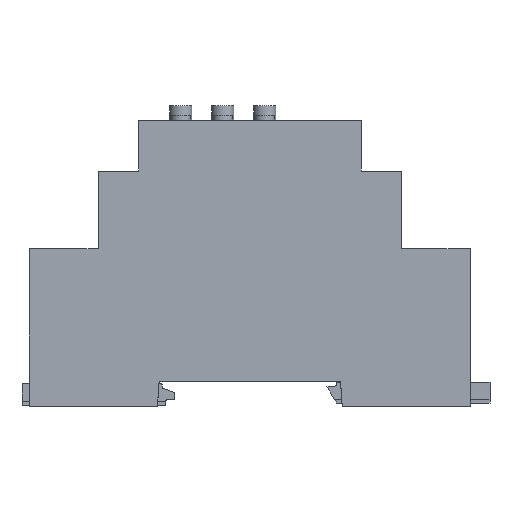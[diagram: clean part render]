
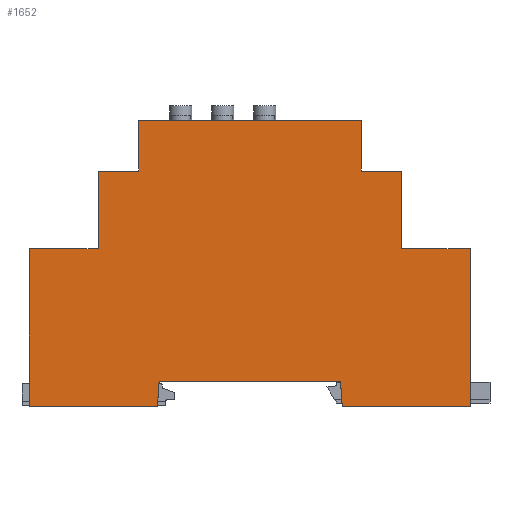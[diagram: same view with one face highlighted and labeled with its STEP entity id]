
A CAD part, left-side view. The second image highlights one B-rep face of the part: STEP entity #1652.
In plain terms, the highlighted planar face has unit normal (-1, 0, 0).
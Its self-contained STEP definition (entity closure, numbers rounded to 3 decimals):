
#1652=ADVANCED_FACE('',(#7454),#7456,.T.);
#7454=FACE_BOUND('',#7455,.T.);
#7455=EDGE_LOOP('',(#12994,#12995,#12996,#12997,#12998,#12999,#13000,#13001,#13002,
#13003,#13004,#13005,#13006,#13007,#13008,#13009));
#7456=PLANE('',#7457);
#7457=AXIS2_PLACEMENT_3D('',#7458,#7459,#7460);
#7458=CARTESIAN_POINT('',(-35.5,0.,0.));
#7459=DIRECTION('',(-1.,0.,0.));
#7460=DIRECTION('',(0.,0.,-1.));
#12994=ORIENTED_EDGE('',*,*,#16805,.T.);
#12995=ORIENTED_EDGE('',*,*,#16806,.T.);
#12996=ORIENTED_EDGE('',*,*,#16807,.T.);
#12997=ORIENTED_EDGE('',*,*,#16808,.T.);
#12998=ORIENTED_EDGE('',*,*,#16809,.T.);
#12999=ORIENTED_EDGE('',*,*,#16810,.T.);
#13000=ORIENTED_EDGE('',*,*,#16811,.T.);
#13001=ORIENTED_EDGE('',*,*,#16812,.T.);
#13002=ORIENTED_EDGE('',*,*,#16813,.T.);
#13003=ORIENTED_EDGE('',*,*,#16814,.T.);
#13004=ORIENTED_EDGE('',*,*,#16815,.T.);
#13005=ORIENTED_EDGE('',*,*,#16638,.T.);
#13006=ORIENTED_EDGE('',*,*,#16804,.T.);
#13007=ORIENTED_EDGE('',*,*,#16816,.T.);
#13008=ORIENTED_EDGE('',*,*,#16817,.T.);
#13009=ORIENTED_EDGE('',*,*,#16818,.T.);
#16638=EDGE_CURVE('',#19223,#19221,#19224,.T.);
#16804=EDGE_CURVE('',#19221,#19549,#19551,.T.);
#16805=EDGE_CURVE('',#19552,#19553,#19554,.T.);
#16806=EDGE_CURVE('',#19553,#19555,#19556,.T.);
#16807=EDGE_CURVE('',#19555,#19557,#19558,.T.);
#16808=EDGE_CURVE('',#19557,#19559,#19560,.T.);
#16809=EDGE_CURVE('',#19559,#19561,#19562,.T.);
#16810=EDGE_CURVE('',#19561,#19563,#19564,.T.);
#16811=EDGE_CURVE('',#19563,#19565,#19566,.T.);
#16812=EDGE_CURVE('',#19565,#19567,#19568,.T.);
#16813=EDGE_CURVE('',#19567,#19569,#19570,.T.);
#16814=EDGE_CURVE('',#19569,#19571,#19572,.T.);
#16815=EDGE_CURVE('',#19571,#19223,#19573,.T.);
#16816=EDGE_CURVE('',#19549,#19574,#19575,.T.);
#16817=EDGE_CURVE('',#19574,#19576,#19577,.T.);
#16818=EDGE_CURVE('',#19576,#19552,#19578,.T.);
#19221=VERTEX_POINT('',#23673);
#19223=VERTEX_POINT('',#23677);
#19224=LINE('',#23678,#23679);
#19549=VERTEX_POINT('',#24365);
#19551=LINE('',#24369,#24370);
#19552=VERTEX_POINT('',#24372);
#19553=VERTEX_POINT('',#24373);
#19554=LINE('',#24374,#24375);
#19555=VERTEX_POINT('',#24377);
#19556=LINE('',#24378,#24379);
#19557=VERTEX_POINT('',#24381);
#19558=LINE('',#24382,#24383);
#19559=VERTEX_POINT('',#24385);
#19560=LINE('',#24386,#24387);
#19561=VERTEX_POINT('',#24389);
#19562=LINE('',#24390,#24391);
#19563=VERTEX_POINT('',#24393);
#19564=LINE('',#24394,#24395);
#19565=VERTEX_POINT('',#24397);
#19566=LINE('',#24398,#24399);
#19567=VERTEX_POINT('',#24401);
#19568=LINE('',#24402,#24403);
#19569=VERTEX_POINT('',#24405);
#19570=LINE('',#24406,#24407);
#19571=VERTEX_POINT('',#24409);
#19572=LINE('',#24410,#24411);
#19573=LINE('',#24413,#24414);
#19574=VERTEX_POINT('',#24416);
#19575=LINE('',#24417,#24418);
#19576=VERTEX_POINT('',#24420);
#19577=LINE('',#24421,#24422);
#19578=LINE('',#24424,#24425);
#23673=CARTESIAN_POINT('',(-35.5,22.5,52.804));
#23677=CARTESIAN_POINT('',(-35.5,-22.5,52.804));
#23678=CARTESIAN_POINT('',(-35.5,-22.5,52.804));
#23679=VECTOR('',#23680,1.);
#23680=DIRECTION('',(0.,1.,0.));
#24365=CARTESIAN_POINT('',(-35.5,22.5,42.606));
#24369=CARTESIAN_POINT('',(-35.5,22.5,52.804));
#24370=VECTOR('',#24371,1.);
#24371=DIRECTION('',(0.,0.,-1.));
#24372=CARTESIAN_POINT('',(-35.5,44.6,26.878));
#24373=CARTESIAN_POINT('',(-35.5,44.6,-4.987));
#24374=CARTESIAN_POINT('',(-35.5,44.6,26.878));
#24375=VECTOR('',#24376,1.);
#24376=DIRECTION('',(0.,0.,-1.));
#24377=CARTESIAN_POINT('',(-35.5,18.7,-4.987));
#24378=CARTESIAN_POINT('',(-35.5,44.6,-4.987));
#24379=VECTOR('',#24380,1.);
#24380=DIRECTION('',(0.,-1.,0.));
#24381=CARTESIAN_POINT('',(-35.5,18.351,0.));
#24382=CARTESIAN_POINT('',(-35.5,18.7,-4.987));
#24383=VECTOR('',#24384,1.);
#24384=DIRECTION('',(0.,-0.07,0.998));
#24385=CARTESIAN_POINT('',(-35.5,-18.351,0.));
#24386=CARTESIAN_POINT('',(-35.5,18.351,0.));
#24387=VECTOR('',#24388,1.);
#24388=DIRECTION('',(0.,-1.,0.));
#24389=CARTESIAN_POINT('',(-35.5,-18.7,-4.987));
#24390=CARTESIAN_POINT('',(-35.5,-18.351,0.));
#24391=VECTOR('',#24392,1.);
#24392=DIRECTION('',(0.,-0.07,-0.998));
#24393=CARTESIAN_POINT('',(-35.5,-44.6,-4.987));
#24394=CARTESIAN_POINT('',(-35.5,-18.7,-4.987));
#24395=VECTOR('',#24396,1.);
#24396=DIRECTION('',(0.,-1.,0.));
#24397=CARTESIAN_POINT('',(-35.5,-44.6,26.878));
#24398=CARTESIAN_POINT('',(-35.5,-44.6,-4.987));
#24399=VECTOR('',#24400,1.);
#24400=DIRECTION('',(0.,0.,1.));
#24401=CARTESIAN_POINT('',(-35.5,-30.7,26.878));
#24402=CARTESIAN_POINT('',(-35.5,-44.6,26.878));
#24403=VECTOR('',#24404,1.);
#24404=DIRECTION('',(0.,1.,0.));
#24405=CARTESIAN_POINT('',(-35.5,-30.7,42.606));
#24406=CARTESIAN_POINT('',(-35.5,-30.7,26.878));
#24407=VECTOR('',#24408,1.);
#24408=DIRECTION('',(0.,0.,1.));
#24409=CARTESIAN_POINT('',(-35.5,-22.5,42.606));
#24410=CARTESIAN_POINT('',(-35.5,-30.7,42.606));
#24411=VECTOR('',#24412,1.);
#24412=DIRECTION('',(0.,1.,0.));
#24413=CARTESIAN_POINT('',(-35.5,-22.5,42.606));
#24414=VECTOR('',#24415,1.);
#24415=DIRECTION('',(0.,0.,1.));
#24416=CARTESIAN_POINT('',(-35.5,30.7,42.606));
#24417=CARTESIAN_POINT('',(-35.5,22.5,42.606));
#24418=VECTOR('',#24419,1.);
#24419=DIRECTION('',(0.,1.,0.));
#24420=CARTESIAN_POINT('',(-35.5,30.7,26.878));
#24421=CARTESIAN_POINT('',(-35.5,30.7,42.606));
#24422=VECTOR('',#24423,1.);
#24423=DIRECTION('',(0.,0.,-1.));
#24424=CARTESIAN_POINT('',(-35.5,30.7,26.878));
#24425=VECTOR('',#24426,1.);
#24426=DIRECTION('',(0.,1.,0.));
